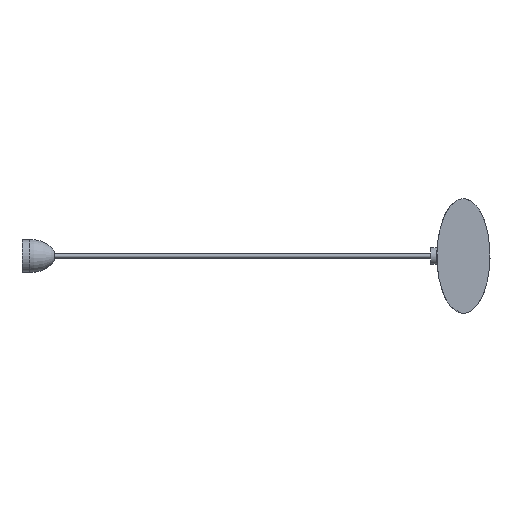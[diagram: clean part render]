
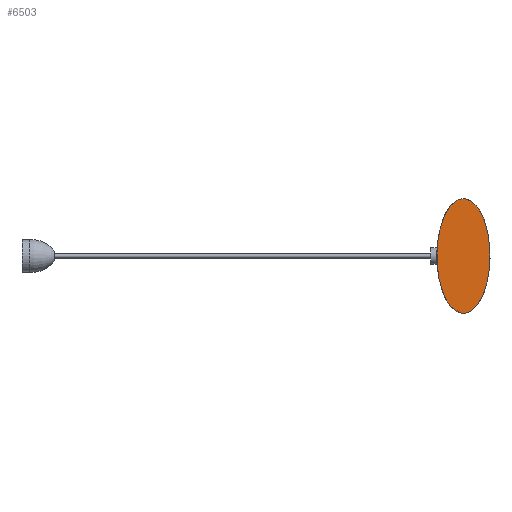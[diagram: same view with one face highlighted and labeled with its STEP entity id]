
A CAD part, left-side view. The second image highlights one B-rep face of the part: STEP entity #6503.
In plain terms, the highlighted planar face has unit normal (-1, 0, 0).
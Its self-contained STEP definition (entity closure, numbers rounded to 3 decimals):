
#407 = VERTEX_POINT ( 'NONE', #4734 ) ;
#669 = CARTESIAN_POINT ( 'NONE',  ( -240., 0., -70. ) ) ;
#676 = CARTESIAN_POINT ( 'NONE',  ( -240., 65., -70. ) ) ;
#1286 = CARTESIAN_POINT ( 'NONE',  ( -240., 0., 0. ) ) ;
#1330 = CARTESIAN_POINT ( 'NONE',  ( -240., 65., 70. ) ) ;
#1936 = DIRECTION ( 'NONE',  ( 0., 0., -1. ) ) ;
#2163 = CARTESIAN_POINT ( 'NONE',  ( -240., -65., -70. ) ) ;
#3512 =( BOUNDED_CURVE ( )  B_SPLINE_CURVE ( 3, ( #6657, #676, #1330, #6005 ),
 .UNSPECIFIED., .F., .F. ) 
 B_SPLINE_CURVE_WITH_KNOTS ( ( 4, 4 ),
 ( 3.142, 6.283 ),
 .UNSPECIFIED. ) 
 CURVE ( )  GEOMETRIC_REPRESENTATION_ITEM ( )  RATIONAL_B_SPLINE_CURVE ( ( 1., 0.333, 0.333, 1. ) ) 
 REPRESENTATION_ITEM ( '' )  );
#3616 =( BOUNDED_CURVE ( )  B_SPLINE_CURVE ( 3, ( #5483, #5509, #2163, #6871 ),
 .UNSPECIFIED., .F., .T. ) 
 B_SPLINE_CURVE_WITH_KNOTS ( ( 4, 4 ),
 ( 0., 3.142 ),
 .UNSPECIFIED. ) 
 CURVE ( )  GEOMETRIC_REPRESENTATION_ITEM ( )  RATIONAL_B_SPLINE_CURVE ( ( 1., 0.333, 0.333, 1. ) ) 
 REPRESENTATION_ITEM ( '' )  );
#3897 = ORIENTED_EDGE ( 'NONE', *, *, #4938, .F. ) ;
#4021 = AXIS2_PLACEMENT_3D ( 'NONE', #1286, #5953, #1936 ) ;
#4161 = EDGE_CURVE ( 'NONE', #407, #8644, #3616, .T. ) ;
#4346 = ORIENTED_EDGE ( 'NONE', *, *, #4161, .F. ) ;
#4734 = CARTESIAN_POINT ( 'NONE',  ( -240., 0., 70. ) ) ;
#4938 = EDGE_CURVE ( 'NONE', #8644, #407, #3512, .T. ) ;
#5483 = CARTESIAN_POINT ( 'NONE',  ( -240., 0., 70. ) ) ;
#5509 = CARTESIAN_POINT ( 'NONE',  ( -240., -65., 70. ) ) ;
#5953 = DIRECTION ( 'NONE',  ( 1., 0., 0. ) ) ;
#6005 = CARTESIAN_POINT ( 'NONE',  ( -240., 0., 70. ) ) ;
#6170 = FACE_OUTER_BOUND ( 'NONE', #6272, .T. ) ;
#6272 = EDGE_LOOP ( 'NONE', ( #4346, #3897 ) ) ;
#6503 = ADVANCED_FACE ( 'NONE', ( #6170 ), #6612, .F. ) ;
#6612 = PLANE ( 'NONE',  #4021 ) ;
#6657 = CARTESIAN_POINT ( 'NONE',  ( -240., 0., -70. ) ) ;
#6871 = CARTESIAN_POINT ( 'NONE',  ( -240., 0., -70. ) ) ;
#8644 = VERTEX_POINT ( 'NONE', #669 ) ;
